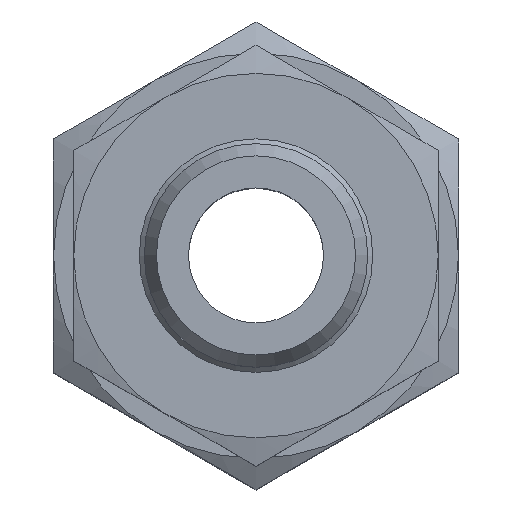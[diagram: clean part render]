
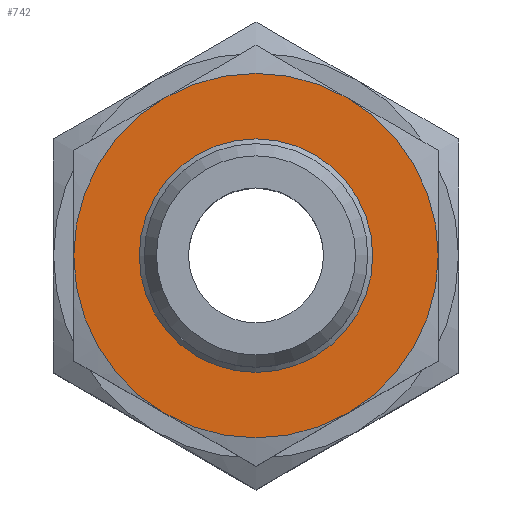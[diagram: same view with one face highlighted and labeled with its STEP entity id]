
A CAD part, top view. The second image highlights one B-rep face of the part: STEP entity #742.
In plain terms, the highlighted planar face has unit normal (0, 0, 1).
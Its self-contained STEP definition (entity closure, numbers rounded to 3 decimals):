
#59=PLANE('',#840);
#156=FACE_BOUND('',#289,.T.);
#211=FACE_OUTER_BOUND('',#288,.T.);
#288=EDGE_LOOP('',(#674,#675,#676,#677,#678,#679));
#289=EDGE_LOOP('',(#680));
#310=CIRCLE('',#774,13.5);
#311=CIRCLE('',#776,8.65);
#330=CIRCLE('',#831,13.5);
#331=CIRCLE('',#833,13.5);
#332=CIRCLE('',#835,13.5);
#333=CIRCLE('',#837,13.5);
#334=CIRCLE('',#839,13.5);
#359=VERTEX_POINT('',#1125);
#360=VERTEX_POINT('',#1126);
#362=VERTEX_POINT('',#1136);
#393=VERTEX_POINT('',#1295);
#395=VERTEX_POINT('',#1309);
#397=VERTEX_POINT('',#1319);
#399=VERTEX_POINT('',#1329);
#424=EDGE_CURVE('',#359,#360,#310,.T.);
#427=EDGE_CURVE('',#362,#362,#311,.T.);
#490=EDGE_CURVE('',#393,#359,#330,.T.);
#491=EDGE_CURVE('',#399,#393,#331,.T.);
#492=EDGE_CURVE('',#360,#395,#332,.T.);
#493=EDGE_CURVE('',#395,#397,#333,.T.);
#494=EDGE_CURVE('',#397,#399,#334,.T.);
#674=ORIENTED_EDGE('',*,*,#424,.F.);
#675=ORIENTED_EDGE('',*,*,#490,.F.);
#676=ORIENTED_EDGE('',*,*,#491,.F.);
#677=ORIENTED_EDGE('',*,*,#494,.F.);
#678=ORIENTED_EDGE('',*,*,#493,.F.);
#679=ORIENTED_EDGE('',*,*,#492,.F.);
#680=ORIENTED_EDGE('',*,*,#427,.F.);
#742=ADVANCED_FACE('',(#211,#156),#59,.F.);
#774=AXIS2_PLACEMENT_3D('',#1127,#899,#900);
#776=AXIS2_PLACEMENT_3D('',#1137,#903,#904);
#831=AXIS2_PLACEMENT_3D('',#1337,#1025,#1026);
#833=AXIS2_PLACEMENT_3D('',#1339,#1029,#1030);
#835=AXIS2_PLACEMENT_3D('',#1341,#1033,#1034);
#837=AXIS2_PLACEMENT_3D('',#1343,#1037,#1038);
#839=AXIS2_PLACEMENT_3D('',#1345,#1041,#1042);
#840=AXIS2_PLACEMENT_3D('',#1346,#1043,#1044);
#899=DIRECTION('center_axis',(0.,0.,-1.));
#900=DIRECTION('ref_axis',(0.,1.,0.));
#903=DIRECTION('center_axis',(0.,0.,1.));
#904=DIRECTION('ref_axis',(-1.,0.,0.));
#1025=DIRECTION('center_axis',(0.,0.,-1.));
#1026=DIRECTION('ref_axis',(-1.,0.,0.));
#1029=DIRECTION('center_axis',(0.,0.,-1.));
#1030=DIRECTION('ref_axis',(-1.,0.,0.));
#1033=DIRECTION('center_axis',(0.,0.,-1.));
#1034=DIRECTION('ref_axis',(-1.,0.,0.));
#1037=DIRECTION('center_axis',(0.,0.,-1.));
#1038=DIRECTION('ref_axis',(-1.,0.,0.));
#1041=DIRECTION('center_axis',(0.,0.,-1.));
#1042=DIRECTION('ref_axis',(-1.,0.,0.));
#1043=DIRECTION('center_axis',(0.,0.,-1.));
#1044=DIRECTION('ref_axis',(-1.,0.,0.));
#1125=CARTESIAN_POINT('',(-6.75,11.691,-9.));
#1126=CARTESIAN_POINT('',(6.75,11.691,-9.));
#1127=CARTESIAN_POINT('Origin',(0.,0.,-9.));
#1136=CARTESIAN_POINT('',(-8.65,0.,-9.));
#1137=CARTESIAN_POINT('Origin',(0.,0.,-9.));
#1295=CARTESIAN_POINT('',(-13.5,0.,-9.));
#1309=CARTESIAN_POINT('',(13.5,0.,-9.));
#1319=CARTESIAN_POINT('',(6.75,-11.691,-9.));
#1329=CARTESIAN_POINT('',(-6.75,-11.691,-9.));
#1337=CARTESIAN_POINT('Origin',(0.,0.,-9.));
#1339=CARTESIAN_POINT('Origin',(0.,0.,-9.));
#1341=CARTESIAN_POINT('Origin',(0.,0.,-9.));
#1343=CARTESIAN_POINT('Origin',(0.,0.,-9.));
#1345=CARTESIAN_POINT('Origin',(0.,0.,-9.));
#1346=CARTESIAN_POINT('Origin',(0.,8.65,-9.));
